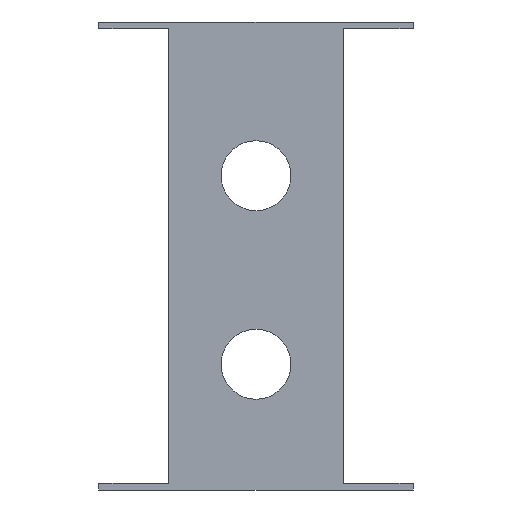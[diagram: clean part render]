
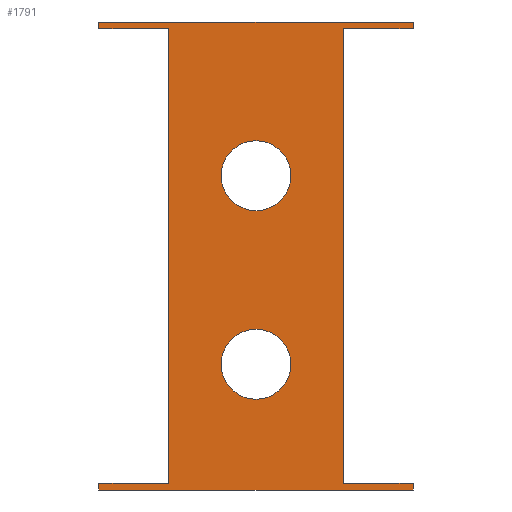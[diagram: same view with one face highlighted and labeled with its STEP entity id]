
A CAD part, front view. The second image highlights one B-rep face of the part: STEP entity #1791.
In plain terms, the highlighted planar face has unit normal (0, -1, 0).
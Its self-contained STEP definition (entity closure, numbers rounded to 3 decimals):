
#3 = CARTESIAN_POINT ( 'NONE',  ( 22.5, 0., -32.5 ) ) ;
#15 = EDGE_CURVE ( 'NONE', #1631, #1802, #1445, .T. ) ;
#20 = AXIS2_PLACEMENT_3D ( 'NONE', #1359, #192, #1675 ) ;
#24 = ORIENTED_EDGE ( 'NONE', *, *, #15, .F. ) ;
#25 = LINE ( 'NONE', #606, #810 ) ;
#29 = ORIENTED_EDGE ( 'NONE', *, *, #1082, .F. ) ;
#36 = CARTESIAN_POINT ( 'NONE',  ( -12.5, 0., -32.5 ) ) ;
#55 = DIRECTION ( 'NONE',  ( 0., -1., 0. ) ) ;
#73 = ORIENTED_EDGE ( 'NONE', *, *, #459, .F. ) ;
#119 = DIRECTION ( 'NONE',  ( 0., 0., -1. ) ) ;
#192 = DIRECTION ( 'NONE',  ( 0., -1., 0. ) ) ;
#196 = VECTOR ( 'NONE', #1494, 1000. ) ;
#206 = AXIS2_PLACEMENT_3D ( 'NONE', #469, #1540, #1503 ) ;
#211 = CARTESIAN_POINT ( 'NONE',  ( 0., 0., 11.5 ) ) ;
#246 = CARTESIAN_POINT ( 'NONE',  ( 0., 0., -10.5 ) ) ;
#247 = DIRECTION ( 'NONE',  ( 0., 0., 1. ) ) ;
#284 = EDGE_CURVE ( 'NONE', #472, #470, #1642, .T. ) ;
#310 = CARTESIAN_POINT ( 'NONE',  ( 22.5, 0., 32.5 ) ) ;
#333 = EDGE_CURVE ( 'NONE', #1387, #937, #542, .T. ) ;
#339 = CIRCLE ( 'NONE', #1319, 5. ) ;
#349 = EDGE_CURVE ( 'NONE', #1802, #830, #595, .T. ) ;
#355 = VECTOR ( 'NONE', #581, 1000. ) ;
#359 = LINE ( 'NONE', #1556, #636 ) ;
#375 = ORIENTED_EDGE ( 'NONE', *, *, #499, .F. ) ;
#396 = CARTESIAN_POINT ( 'NONE',  ( -22.5, 0., -32.5 ) ) ;
#404 = CARTESIAN_POINT ( 'NONE',  ( -22.5, 0., -32.5 ) ) ;
#427 = EDGE_LOOP ( 'NONE', ( #760, #594 ) ) ;
#436 = DIRECTION ( 'NONE',  ( 0., 0., -1. ) ) ;
#459 = EDGE_CURVE ( 'NONE', #657, #1691, #359, .T. ) ;
#469 = CARTESIAN_POINT ( 'NONE',  ( 0., 0., -15.5 ) ) ;
#470 = VERTEX_POINT ( 'NONE', #1275 ) ;
#472 = VERTEX_POINT ( 'NONE', #985 ) ;
#490 = EDGE_CURVE ( 'NONE', #1163, #1691, #1374, .T. ) ;
#499 = EDGE_CURVE ( 'NONE', #1163, #1387, #1288, .T. ) ;
#504 = ORIENTED_EDGE ( 'NONE', *, *, #1838, .F. ) ;
#540 = CARTESIAN_POINT ( 'NONE',  ( 0., 0., -20.5 ) ) ;
#542 = LINE ( 'NONE', #835, #1200 ) ;
#555 = CARTESIAN_POINT ( 'NONE',  ( 0., 0., 0. ) ) ;
#571 = DIRECTION ( 'NONE',  ( 0., -1., 0. ) ) ;
#577 = EDGE_CURVE ( 'NONE', #887, #616, #790, .T. ) ;
#581 = DIRECTION ( 'NONE',  ( -1., 0., 0. ) ) ;
#591 = LINE ( 'NONE', #1666, #196 ) ;
#594 = ORIENTED_EDGE ( 'NONE', *, *, #677, .F. ) ;
#595 = LINE ( 'NONE', #1882, #1120 ) ;
#606 = CARTESIAN_POINT ( 'NONE',  ( 22.5, 0., 33.5 ) ) ;
#616 = VERTEX_POINT ( 'NONE', #1367 ) ;
#619 = LINE ( 'NONE', #1456, #1168 ) ;
#634 = AXIS2_PLACEMENT_3D ( 'NONE', #555, #681, #831 ) ;
#636 = VECTOR ( 'NONE', #247, 1000. ) ;
#644 = ORIENTED_EDGE ( 'NONE', *, *, #490, .T. ) ;
#657 = VERTEX_POINT ( 'NONE', #36 ) ;
#677 = EDGE_CURVE ( 'NONE', #470, #472, #841, .T. ) ;
#681 = DIRECTION ( 'NONE',  ( 0., -1., 0. ) ) ;
#741 = ORIENTED_EDGE ( 'NONE', *, *, #1482, .F. ) ;
#760 = ORIENTED_EDGE ( 'NONE', *, *, #284, .F. ) ;
#785 = VERTEX_POINT ( 'NONE', #246 ) ;
#790 = LINE ( 'NONE', #1765, #1144 ) ;
#802 = VERTEX_POINT ( 'NONE', #540 ) ;
#809 = LINE ( 'NONE', #3, #355 ) ;
#810 = VECTOR ( 'NONE', #1788, 1000. ) ;
#812 = EDGE_CURVE ( 'NONE', #1016, #887, #619, .T. ) ;
#821 = EDGE_LOOP ( 'NONE', ( #741, #1068 ) ) ;
#830 = VERTEX_POINT ( 'NONE', #1451 ) ;
#831 = DIRECTION ( 'NONE',  ( 0., 0., -1. ) ) ;
#835 = CARTESIAN_POINT ( 'NONE',  ( -12.5, 0., 33.5 ) ) ;
#836 = LINE ( 'NONE', #404, #1136 ) ;
#841 = CIRCLE ( 'NONE', #20, 5. ) ;
#887 = VERTEX_POINT ( 'NONE', #1915 ) ;
#899 = CARTESIAN_POINT ( 'NONE',  ( 22.5, 0., 33.5 ) ) ;
#910 = ORIENTED_EDGE ( 'NONE', *, *, #1536, .F. ) ;
#937 = VERTEX_POINT ( 'NONE', #899 ) ;
#952 = DIRECTION ( 'NONE',  ( 0., 0., -1. ) ) ;
#972 = DIRECTION ( 'NONE',  ( 1., 0., 0. ) ) ;
#985 = CARTESIAN_POINT ( 'NONE',  ( 0., 0., 16.5 ) ) ;
#993 = CARTESIAN_POINT ( 'NONE',  ( -22.5, 0., 32.5 ) ) ;
#1004 = CARTESIAN_POINT ( 'NONE',  ( -22.5, 0., 32.5 ) ) ;
#1016 = VERTEX_POINT ( 'NONE', #310 ) ;
#1021 = EDGE_CURVE ( 'NONE', #802, #785, #339, .T. ) ;
#1057 = CIRCLE ( 'NONE', #206, 5. ) ;
#1068 = ORIENTED_EDGE ( 'NONE', *, *, #1021, .F. ) ;
#1082 = EDGE_CURVE ( 'NONE', #937, #1016, #25, .T. ) ;
#1109 = CARTESIAN_POINT ( 'NONE',  ( 22.5, 0., -33.5 ) ) ;
#1120 = VECTOR ( 'NONE', #1583, 1000. ) ;
#1124 = ORIENTED_EDGE ( 'NONE', *, *, #333, .F. ) ;
#1136 = VECTOR ( 'NONE', #1875, 1000. ) ;
#1144 = VECTOR ( 'NONE', #119, 1000. ) ;
#1163 = VERTEX_POINT ( 'NONE', #1004 ) ;
#1168 = VECTOR ( 'NONE', #1910, 1000. ) ;
#1200 = VECTOR ( 'NONE', #1411, 1000. ) ;
#1232 = VERTEX_POINT ( 'NONE', #396 ) ;
#1275 = CARTESIAN_POINT ( 'NONE',  ( 0., 0., 6.5 ) ) ;
#1288 = LINE ( 'NONE', #1720, #1639 ) ;
#1296 = PLANE ( 'NONE',  #634 ) ;
#1319 = AXIS2_PLACEMENT_3D ( 'NONE', #1452, #571, #436 ) ;
#1320 = DIRECTION ( 'NONE',  ( 0., 0., 1. ) ) ;
#1359 = CARTESIAN_POINT ( 'NONE',  ( 0., 0., 11.5 ) ) ;
#1367 = CARTESIAN_POINT ( 'NONE',  ( 12.5, 0., -32.5 ) ) ;
#1369 = FACE_OUTER_BOUND ( 'NONE', #1529, .T. ) ;
#1374 = LINE ( 'NONE', #993, #1724 ) ;
#1386 = FACE_BOUND ( 'NONE', #821, .T. ) ;
#1387 = VERTEX_POINT ( 'NONE', #1625 ) ;
#1390 = CARTESIAN_POINT ( 'NONE',  ( 22.5, 0., -32.5 ) ) ;
#1405 = EDGE_CURVE ( 'NONE', #1631, #616, #809, .T. ) ;
#1411 = DIRECTION ( 'NONE',  ( 1., 0., 0. ) ) ;
#1445 = LINE ( 'NONE', #1109, #1894 ) ;
#1451 = CARTESIAN_POINT ( 'NONE',  ( -22.5, 0., -33.5 ) ) ;
#1452 = CARTESIAN_POINT ( 'NONE',  ( 0., 0., -15.5 ) ) ;
#1456 = CARTESIAN_POINT ( 'NONE',  ( 22.5, 0., 32.5 ) ) ;
#1482 = EDGE_CURVE ( 'NONE', #785, #802, #1057, .T. ) ;
#1490 = FACE_BOUND ( 'NONE', #427, .T. ) ;
#1494 = DIRECTION ( 'NONE',  ( 0., 0., 1. ) ) ;
#1503 = DIRECTION ( 'NONE',  ( 0., 0., -1. ) ) ;
#1520 = ORIENTED_EDGE ( 'NONE', *, *, #812, .F. ) ;
#1529 = EDGE_LOOP ( 'NONE', ( #1562, #1520, #29, #1124, #375, #644, #73, #504, #910, #1923, #24, #1886 ) ) ;
#1536 = EDGE_CURVE ( 'NONE', #830, #1232, #591, .T. ) ;
#1540 = DIRECTION ( 'NONE',  ( 0., -1., 0. ) ) ;
#1556 = CARTESIAN_POINT ( 'NONE',  ( -12.5, 0., 33.5 ) ) ;
#1557 = CARTESIAN_POINT ( 'NONE',  ( -12.5, 0., 32.5 ) ) ;
#1562 = ORIENTED_EDGE ( 'NONE', *, *, #577, .F. ) ;
#1583 = DIRECTION ( 'NONE',  ( -1., 0., 0. ) ) ;
#1625 = CARTESIAN_POINT ( 'NONE',  ( -22.5, 0., 33.5 ) ) ;
#1631 = VERTEX_POINT ( 'NONE', #1390 ) ;
#1639 = VECTOR ( 'NONE', #1320, 1000. ) ;
#1642 = CIRCLE ( 'NONE', #1644, 5. ) ;
#1644 = AXIS2_PLACEMENT_3D ( 'NONE', #211, #55, #1701 ) ;
#1666 = CARTESIAN_POINT ( 'NONE',  ( -22.5, 0., -33.5 ) ) ;
#1675 = DIRECTION ( 'NONE',  ( 0., 0., -1. ) ) ;
#1691 = VERTEX_POINT ( 'NONE', #1557 ) ;
#1701 = DIRECTION ( 'NONE',  ( 0., 0., -1. ) ) ;
#1720 = CARTESIAN_POINT ( 'NONE',  ( -22.5, 0., 33.5 ) ) ;
#1724 = VECTOR ( 'NONE', #972, 1000. ) ;
#1765 = CARTESIAN_POINT ( 'NONE',  ( 12.5, 0., 33.5 ) ) ;
#1788 = DIRECTION ( 'NONE',  ( 0., 0., -1. ) ) ;
#1791 = ADVANCED_FACE ( 'NONE', ( #1386, #1490, #1369 ), #1296, .T. ) ;
#1802 = VERTEX_POINT ( 'NONE', #1897 ) ;
#1838 = EDGE_CURVE ( 'NONE', #1232, #657, #836, .T. ) ;
#1875 = DIRECTION ( 'NONE',  ( 1., 0., 0. ) ) ;
#1882 = CARTESIAN_POINT ( 'NONE',  ( -12.5, 0., -33.5 ) ) ;
#1886 = ORIENTED_EDGE ( 'NONE', *, *, #1405, .T. ) ;
#1894 = VECTOR ( 'NONE', #952, 1000. ) ;
#1897 = CARTESIAN_POINT ( 'NONE',  ( 22.5, 0., -33.5 ) ) ;
#1910 = DIRECTION ( 'NONE',  ( -1., 0., 0. ) ) ;
#1915 = CARTESIAN_POINT ( 'NONE',  ( 12.5, 0., 32.5 ) ) ;
#1923 = ORIENTED_EDGE ( 'NONE', *, *, #349, .F. ) ;
